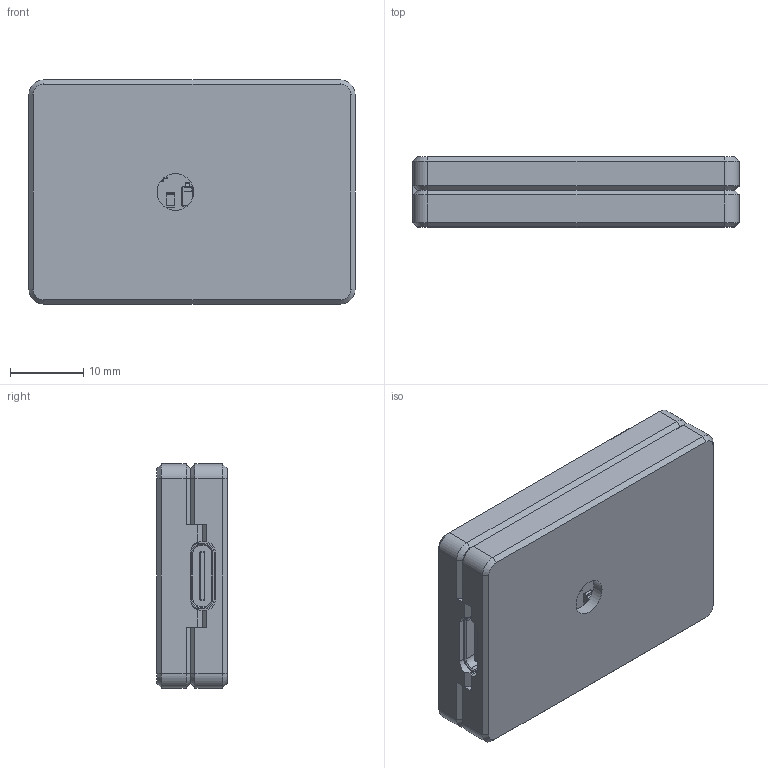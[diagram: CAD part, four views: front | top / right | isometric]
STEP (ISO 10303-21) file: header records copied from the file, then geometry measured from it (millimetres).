
FILE_DESCRIPTION(/* description */ (''),/* implementation_level */ '2;1');
FILE_NAME(/* name */ 'Enclosure design V2 potted.step',/* time_stamp */ '2024-05-30T08:51:24-04:00',/* author */ (''),/* organization */ (''),/* preprocessor_version */ 'ST-DEVELOPER v20',/* originating_system */ 'Autodesk Translation Framework v13.14.0.145',/* authorisation */ '');
FILE_SCHEMA (('AUTOMOTIVE_DESIGN { 1 0 10303 214 3 1 1 }'));
Length unit declared in the file: millimetre
Products named in the file (22): Enclosure design V2; Lower-enclosure; Upper-enclosure; USB-C-splitter V2; SOT-323_SC-70; SOT_323_SC_70; SOIC-8_3.9x4.9mm_P1.27mm; SOIC_8_39x49mm_P127mm; LED_0805_2012Metric (1); LED_0805_2012Metric; TSOT-23-6; TSOT_23_6; C_0805_2012Metric (1); C_0805_2012Metric; R_0805_2012Metric (1); R_0805_2012Metric; D_SOD-123; D_SOD_123; C_1206_3216Metric (1); C_1206_3216Metric; _autosave-USB-C-3-way-splitter_PCB; TYPE-C-31-M-12
Assembly tree (32 placements, depth 4):
  Enclosure design V2
    Lower-enclosure
    Upper-enclosure
    USB-C-splitter V2
      SOT-323_SC-70
        SOT_323_SC_70
      R_0805_2012Metric (1)  x8
        R_0805_2012Metric
      SOIC-8_3.9x4.9mm_P1.27mm
        SOIC_8_39x49mm_P127mm
      C_1206_3216Metric (1)  x2
        C_1206_3216Metric
      D_SOD-123  x2
        D_SOD_123
      LED_0805_2012Metric (1)  x2
        LED_0805_2012Metric
      C_0805_2012Metric (1)  x2
        C_0805_2012Metric
      TSOT-23-6
        TSOT_23_6
      _autosave-USB-C-3-way-splitter_PCB
      TYPE-C-31-M-12
Bounding box: 44.55 x 9.6 x 30.6 mm (x, y, z)
Volume: 7734.7 mm3; surface area: 10466.6 mm2
Topology: 23 solids, 23 shells, 1305 faces, 3412 edges, 2154 vertices
Faces by surface type: plane 956, cylinder 307, cone 42
Full cylindrical faces by diameter (mm): 0.5 x2, 0.6 x1, 0.65 x2, 0.8 x6, 1 x6, 1.152 x3, 3.2 x8, 3.4 x4, 5 x1
Entity records: 30263 total; most frequent: CARTESIAN_POINT 5109, ORIENTED_EDGE 5006, DIRECTION 5001, EDGE_CURVE 2503, LINE 1983, VECTOR 1983, VERTEX_POINT 1572, AXIS2_PLACEMENT_3D 1509
